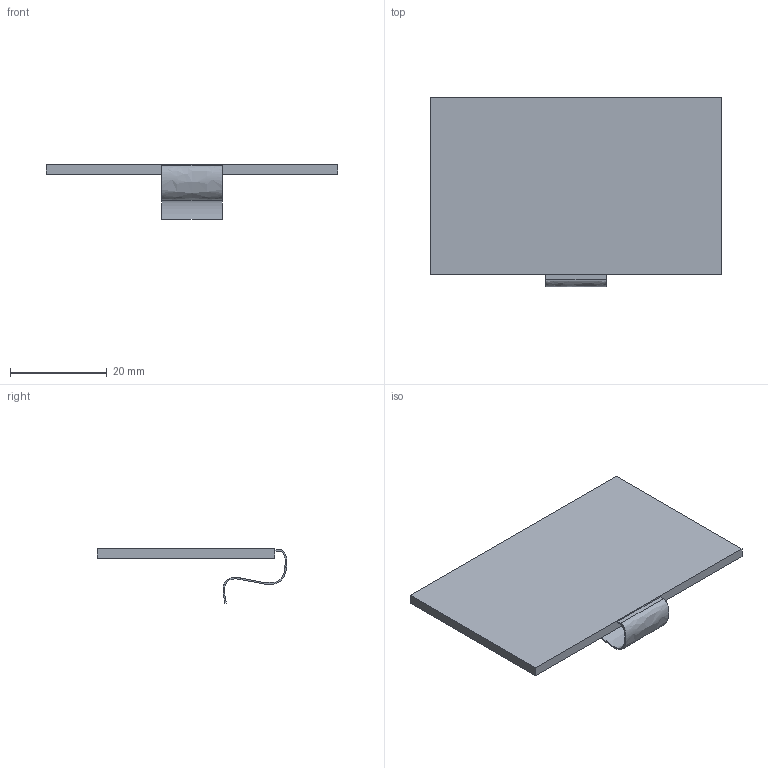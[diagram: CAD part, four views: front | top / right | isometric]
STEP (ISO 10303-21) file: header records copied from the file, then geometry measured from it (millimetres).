
FILE_DESCRIPTION(('STEP AP214'),'1');
FILE_NAME('1247-B2P-A.step','2014-03-27T10:05:34',(' '),(' '),'Spatial InterOp 3D',' ',' ');
FILE_SCHEMA(('automotive_design'));
Length unit declared in the file: metre
Products named in the file (2): 1; 2
Bounding box: 60.3 x 39.28 x 11.35 mm (x, y, z)
Volume: 4529.3 mm3; surface area: 5456.7 mm2
Topology: 2 solids, 2 shells, 14 faces, 30 edges, 20 vertices
Faces by surface type: plane 12, extrusion 2
Entity records: 649 total; most frequent: CARTESIAN_POINT 189, ORIENTED_EDGE 60, DIRECTION 56, EDGE_CURVE 30, VECTOR 28, LINE 26, VERTEX_POINT 20, STYLED_ITEM 16
